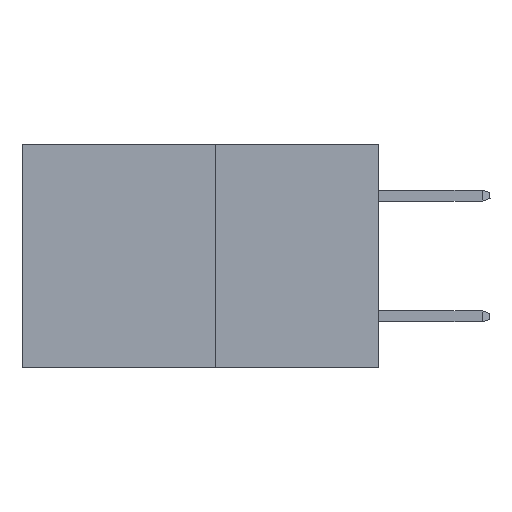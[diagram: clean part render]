
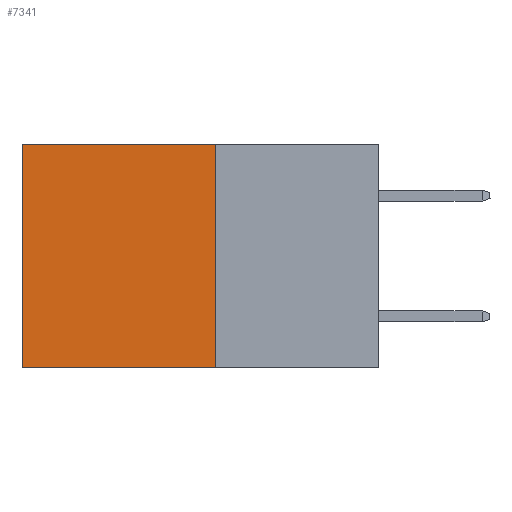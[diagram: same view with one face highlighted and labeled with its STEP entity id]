
A CAD part, left-side view. The second image highlights one B-rep face of the part: STEP entity #7341.
In plain terms, the highlighted planar face has unit normal (-1, 0, 0).
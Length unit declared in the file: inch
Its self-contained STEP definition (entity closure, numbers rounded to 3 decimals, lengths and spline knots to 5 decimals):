
#1211 = VECTOR ( 'NONE', #3416, 39.37008 ) ;
#1996 = EDGE_LOOP ( 'NONE', ( #18521, #6842, #17576, #8248 ) ) ;
#2752 = EDGE_CURVE ( 'NONE', #6908, #9229, #4410, .T. ) ;
#2840 = CARTESIAN_POINT ( 'NONE',  ( 0.277, 0.27, -0.37 ) ) ;
#3416 = DIRECTION ( 'NONE',  ( 0., 0., -1. ) ) ;
#4237 = EDGE_CURVE ( 'NONE', #18781, #6908, #14524, .T. ) ;
#4410 = LINE ( 'NONE', #9263, #16645 ) ;
#4449 = DIRECTION ( 'NONE',  ( 0., 1., 0. ) ) ;
#5376 = VECTOR ( 'NONE', #20333, 39.37008 ) ;
#5627 = VERTEX_POINT ( 'NONE', #14526 ) ;
#6593 = FACE_OUTER_BOUND ( 'NONE', #1996, .T. ) ;
#6842 = ORIENTED_EDGE ( 'NONE', *, *, #2752, .F. ) ;
#6908 = VERTEX_POINT ( 'NONE', #12896 ) ;
#7194 = PLANE ( 'NONE',  #9047 ) ;
#7341 = ADVANCED_FACE ( 'NONE', ( #6593 ), #7194, .F. ) ;
#7403 = LINE ( 'NONE', #18897, #20079 ) ;
#8248 = ORIENTED_EDGE ( 'NONE', *, *, #15352, .T. ) ;
#8705 = CARTESIAN_POINT ( 'NONE',  ( 0.277, 0.27, 0. ) ) ;
#8865 = DIRECTION ( 'NONE',  ( 1., 0., 0. ) ) ;
#9047 = AXIS2_PLACEMENT_3D ( 'NONE', #17120, #8865, #20415 ) ;
#9067 = DIRECTION ( 'NONE',  ( 0., 0., -1. ) ) ;
#9229 = VERTEX_POINT ( 'NONE', #16238 ) ;
#9263 = CARTESIAN_POINT ( 'NONE',  ( 0.277, 0.27, -0.37 ) ) ;
#9685 = EDGE_CURVE ( 'NONE', #5627, #9229, #7403, .T. ) ;
#11133 = CARTESIAN_POINT ( 'NONE',  ( 0.277, 0.27, 0. ) ) ;
#12896 = CARTESIAN_POINT ( 'NONE',  ( 0.277, 0.27, -0.37 ) ) ;
#14263 = LINE ( 'NONE', #8705, #5376 ) ;
#14524 = LINE ( 'NONE', #2840, #1211 ) ;
#14526 = CARTESIAN_POINT ( 'NONE',  ( 0.277, 0.59, 0. ) ) ;
#15352 = EDGE_CURVE ( 'NONE', #18781, #5627, #14263, .T. ) ;
#16238 = CARTESIAN_POINT ( 'NONE',  ( 0.277, 0.59, -0.37 ) ) ;
#16645 = VECTOR ( 'NONE', #4449, 39.37008 ) ;
#17120 = CARTESIAN_POINT ( 'NONE',  ( 0.277, 0.27, -0.37 ) ) ;
#17576 = ORIENTED_EDGE ( 'NONE', *, *, #4237, .F. ) ;
#18521 = ORIENTED_EDGE ( 'NONE', *, *, #9685, .T. ) ;
#18781 = VERTEX_POINT ( 'NONE', #11133 ) ;
#18897 = CARTESIAN_POINT ( 'NONE',  ( 0.277, 0.59, -0.37 ) ) ;
#20079 = VECTOR ( 'NONE', #9067, 39.37008 ) ;
#20333 = DIRECTION ( 'NONE',  ( 0., 1., 0. ) ) ;
#20415 = DIRECTION ( 'NONE',  ( 0., 0., -1. ) ) ;
